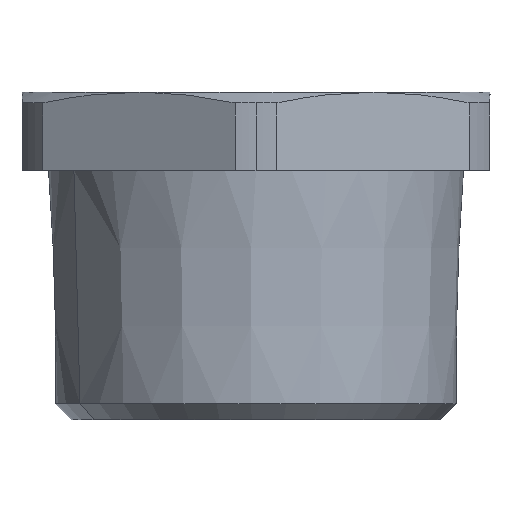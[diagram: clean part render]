
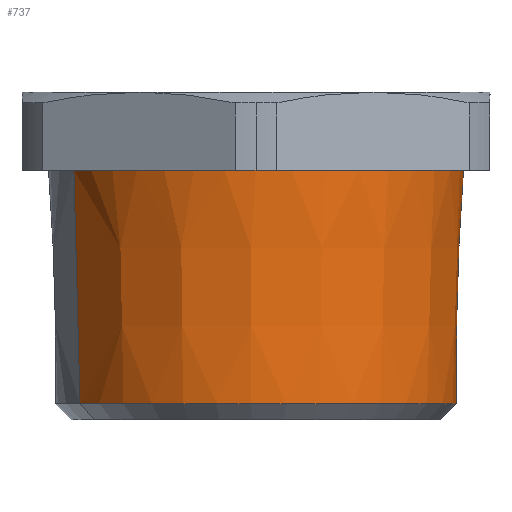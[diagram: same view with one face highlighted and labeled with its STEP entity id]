
A CAD part, front view. The second image highlights one B-rep face of the part: STEP entity #737.
In plain terms, the highlighted conical face has half-angle 1.7 degrees and reference radius 12.825 mm.
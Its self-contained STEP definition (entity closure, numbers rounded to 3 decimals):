
#598=AXIS2_PLACEMENT_3D('Circle Axis2P3D',#596,#597,$) ;
#605=AXIS2_PLACEMENT_3D('Circle Axis2P3D',#603,#604,$) ;
#696=AXIS2_PLACEMENT_3D('Cone Axis2P3D',#693,#694,#695) ;
#727=AXIS2_PLACEMENT_3D('Circle Axis2P3D',#725,#726,$) ;
#591=CARTESIAN_POINT('Vertex',(3.328,10.224,16.)) ;
#596=CARTESIAN_POINT('Axis2P3D Location',(15.,16.6,16.)) ;
#600=CARTESIAN_POINT('Vertex',(15.,3.3,16.)) ;
#603=CARTESIAN_POINT('Axis2P3D Location',(15.,16.6,16.)) ;
#607=CARTESIAN_POINT('Vertex',(26.672,22.976,16.)) ;
#693=CARTESIAN_POINT('Axis2P3D Location',(15.,16.6,0.)) ;
#698=CARTESIAN_POINT('Line Origine',(3.537,10.337,8.)) ;
#702=CARTESIAN_POINT('Vertex',(3.718,10.437,1.031)) ;
#705=CARTESIAN_POINT('Line Origine',(26.463,22.863,8.)) ;
#709=CARTESIAN_POINT('Vertex',(26.282,22.763,1.031)) ;
#725=CARTESIAN_POINT('Axis2P3D Location',(15.,16.6,1.031)) ;
#597=DIRECTION('Axis2P3D Direction',(0.,0.,-1.)) ;
#604=DIRECTION('Axis2P3D Direction',(0.,0.,-1.)) ;
#694=DIRECTION('Axis2P3D Direction',(0.,0.,1.)) ;
#695=DIRECTION('Axis2P3D XDirection',(0.878,0.479,0.)) ;
#699=DIRECTION('Vector Direction',(-0.026,-0.014,1.)) ;
#706=DIRECTION('Vector Direction',(0.026,0.014,1.)) ;
#726=DIRECTION('Axis2P3D Direction',(0.,0.,1.)) ;
#700=VECTOR('Line Direction',#699,1.) ;
#707=VECTOR('Line Direction',#706,1.) ;
#731=ORIENTED_EDGE('',*,*,#711,.T.) ;
#732=ORIENTED_EDGE('',*,*,#609,.T.) ;
#733=ORIENTED_EDGE('',*,*,#602,.T.) ;
#734=ORIENTED_EDGE('',*,*,#704,.F.) ;
#735=ORIENTED_EDGE('',*,*,#729,.T.) ;
#737=ADVANCED_FACE('PartBody',(#736),#697,.T.) ;
#599=CIRCLE('generated circle',#598,13.3) ;
#606=CIRCLE('generated circle',#605,13.3) ;
#728=CIRCLE('generated circle',#727,12.856) ;
#697=CONICAL_SURFACE('Cone',#696,12.825,0.03) ;
#602=EDGE_CURVE('',#601,#592,#599,.T.) ;
#609=EDGE_CURVE('',#608,#601,#606,.T.) ;
#704=EDGE_CURVE('',#703,#592,#701,.T.) ;
#711=EDGE_CURVE('',#710,#608,#708,.T.) ;
#729=EDGE_CURVE('',#703,#710,#728,.T.) ;
#730=EDGE_LOOP('',(#731,#732,#733,#734,#735)) ;
#736=FACE_OUTER_BOUND('',#730,.T.) ;
#701=LINE('Line',#698,#700) ;
#708=LINE('Line',#705,#707) ;
#592=VERTEX_POINT('',#591) ;
#601=VERTEX_POINT('',#600) ;
#608=VERTEX_POINT('',#607) ;
#703=VERTEX_POINT('',#702) ;
#710=VERTEX_POINT('',#709) ;
